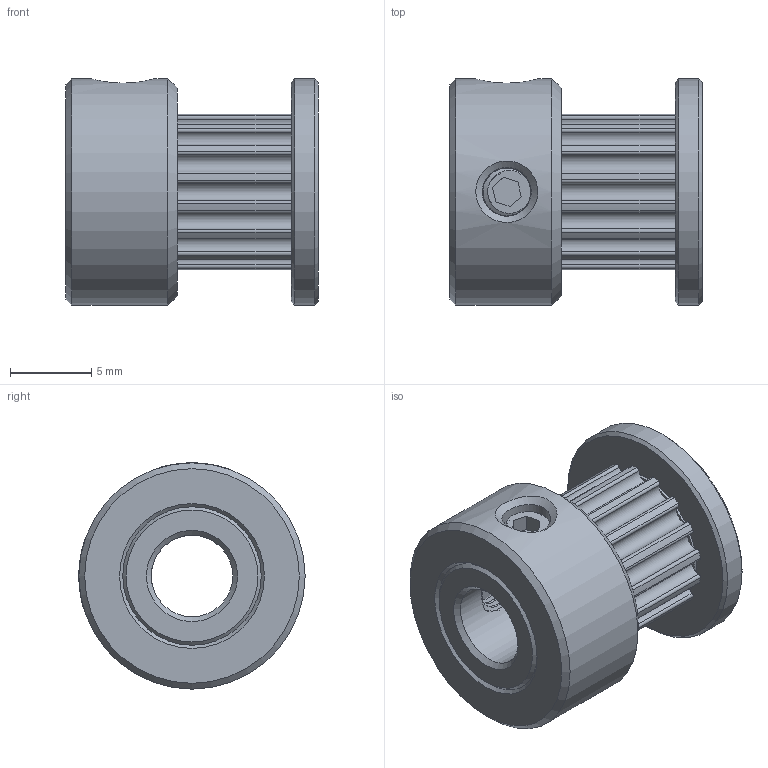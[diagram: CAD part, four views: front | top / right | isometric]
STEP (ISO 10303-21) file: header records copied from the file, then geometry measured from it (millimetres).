
FILE_DESCRIPTION(/* description */ (''),/* implementation_level */ '2;1');
FILE_NAME(/* name */ 'GT2 16T 6mm Pulley_v3.step',/* time_stamp */ '2023-06-20T06:48:37-07:00',/* author */ (''),/* organization */ (''),/* preprocessor_version */ 'ST-DEVELOPER v19.2',/* originating_system */ 'Autodesk Translation Framework v12.6.0.85',/* authorisation */ '');
FILE_SCHEMA (('AUTOMOTIVE_DESIGN { 1 0 10303 214 3 1 1 }'));
Length unit declared in the file: millimetre
Products named in the file (5): GT2 16T; Grub_screw; Top_Flange; Bottom_Flange; Pulley_Body
Assembly tree (5 placements, depth 2):
  GT2 16T
    Grub_screw  x2
    Top_Flange
    Bottom_Flange
    Pulley_Body
Bounding box: 15.5 x 13.9 x 13.9 mm (x, y, z)
Volume: 1363.6 mm3; surface area: 1942.3 mm2
Topology: 5 solids, 5 shells, 240 faces, 622 edges, 393 vertices
Faces by surface type: cylinder 119, plane 92, bspline 18, cone 11
Full cylindrical faces by diameter (mm): 2.356 x2, 2.529 x2, 2.927 x4, 3 x2, 3.086 x4, 5 x1, 8.5 x4, 13.9 x2
Entity records: 9787 total; most frequent: CARTESIAN_POINT 4383, DIRECTION 1127, ORIENTED_EDGE 1124, EDGE_CURVE 562, AXIS2_PLACEMENT_3D 498, VERTEX_POINT 353, CIRCLE 287, EDGE_LOOP 231
